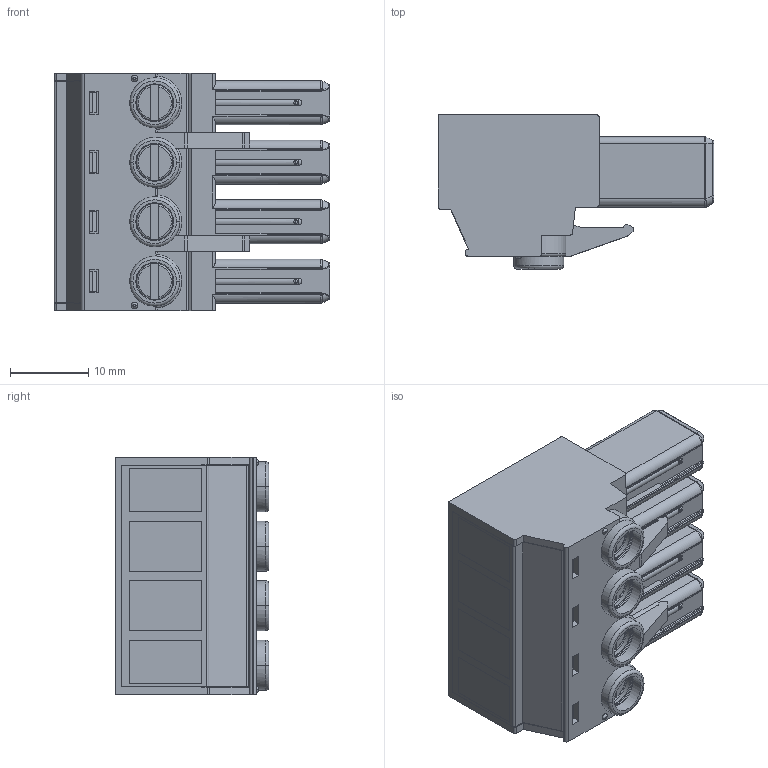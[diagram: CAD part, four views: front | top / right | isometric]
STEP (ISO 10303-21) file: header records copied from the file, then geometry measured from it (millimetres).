
FILE_DESCRIPTION(/* description */ (''),/* implementation_level */ '2;1');
FILE_NAME(/* name */ 'MC-RHH7.62H04C.stp',/* time_stamp */ '2022-03-28T13:36:29+08:00',/* author */ (''),/* organization */ (''),/* preprocessor_version */ 'ST-DEVELOPER v16.7',/* originating_system */ 'SIEMENS PLM Software NX 12.0',/* authorisation */ '');
FILE_SCHEMA (('AUTOMOTIVE_DESIGN { 1 0 10303 214 3 1 1 1 }'));
Length unit declared in the file: millimetre
Products named in the file (1): SP45E814E7frm9
Bounding box: 35.35 x 19.7 x 30.46 mm (x, y, z)
Volume: 12528.2 mm3; surface area: 6391.4 mm2
Topology: 1 solids, 9 shells, 754 faces, 1967 edges, 1228 vertices
Faces by surface type: plane 349, cylinder 209, bspline 84, torus 68, cone 32, sphere 12
Entity records: 27752 total; most frequent: CARTESIAN_POINT 9778, ORIENTED_EDGE 3910, DIRECTION 3481, EDGE_CURVE 1955, VERTEX_POINT 1228, AXIS2_PLACEMENT_3D 1199, LINE 1083, VECTOR 1083
